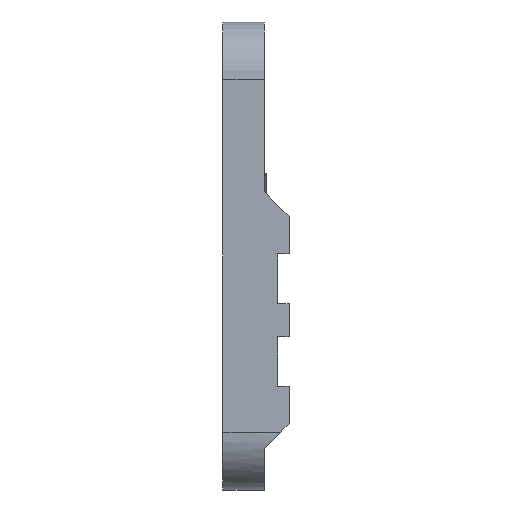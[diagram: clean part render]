
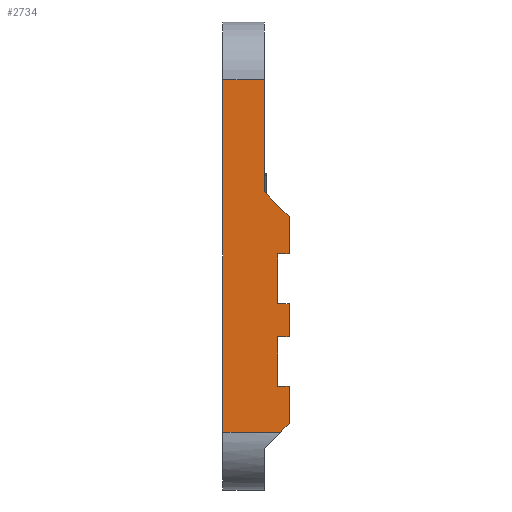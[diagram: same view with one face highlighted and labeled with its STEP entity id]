
A CAD part, left-side view. The second image highlights one B-rep face of the part: STEP entity #2734.
In plain terms, the highlighted planar face has unit normal (-1, 0, 0).
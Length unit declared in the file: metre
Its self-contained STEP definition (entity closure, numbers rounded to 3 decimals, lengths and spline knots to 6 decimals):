
#76=LINE('',#3806,#405);
#93=LINE('',#3877,#422);
#103=LINE('',#3905,#432);
#107=LINE('',#3914,#436);
#122=LINE('',#3942,#451);
#123=LINE('',#3944,#452);
#124=LINE('',#3946,#453);
#125=LINE('',#3948,#454);
#126=LINE('',#3950,#455);
#127=LINE('',#3952,#456);
#128=LINE('',#3953,#457);
#129=LINE('',#3955,#458);
#130=LINE('',#3957,#459);
#131=LINE('',#3958,#460);
#132=LINE('',#3959,#461);
#405=VECTOR('',#3099,1.);
#422=VECTOR('',#3146,1.);
#432=VECTOR('',#3168,1.);
#436=VECTOR('',#3174,1.);
#451=VECTOR('',#3193,1.);
#452=VECTOR('',#3194,1.);
#453=VECTOR('',#3195,1.);
#454=VECTOR('',#3196,1.);
#455=VECTOR('',#3197,1.);
#456=VECTOR('',#3198,1.);
#457=VECTOR('',#3199,1.);
#458=VECTOR('',#3200,1.);
#459=VECTOR('',#3201,1.);
#460=VECTOR('',#3202,1.);
#461=VECTOR('',#3203,1.);
#810=ORIENTED_EDGE('',*,*,#1566,.T.);
#811=ORIENTED_EDGE('',*,*,#1598,.T.);
#812=ORIENTED_EDGE('',*,*,#1599,.T.);
#813=ORIENTED_EDGE('',*,*,#1600,.F.);
#814=ORIENTED_EDGE('',*,*,#1601,.F.);
#815=ORIENTED_EDGE('',*,*,#1602,.F.);
#816=ORIENTED_EDGE('',*,*,#1603,.T.);
#817=ORIENTED_EDGE('',*,*,#1579,.F.);
#818=ORIENTED_EDGE('',*,*,#1604,.F.);
#819=ORIENTED_EDGE('',*,*,#1605,.F.);
#820=ORIENTED_EDGE('',*,*,#1606,.T.);
#821=ORIENTED_EDGE('',*,*,#1583,.F.);
#822=ORIENTED_EDGE('',*,*,#1607,.T.);
#823=ORIENTED_EDGE('',*,*,#1535,.F.);
#824=ORIENTED_EDGE('',*,*,#1608,.T.);
#1535=EDGE_CURVE('',#1932,#1933,#76,.T.);
#1566=EDGE_CURVE('',#1964,#1963,#93,.T.);
#1579=EDGE_CURVE('',#1976,#1977,#103,.T.);
#1583=EDGE_CURVE('',#1980,#1981,#107,.T.);
#1598=EDGE_CURVE('',#1963,#1991,#122,.F.);
#1599=EDGE_CURVE('',#1991,#1992,#123,.T.);
#1600=EDGE_CURVE('',#1993,#1992,#124,.T.);
#1601=EDGE_CURVE('',#1994,#1993,#125,.T.);
#1602=EDGE_CURVE('',#1995,#1994,#126,.T.);
#1603=EDGE_CURVE('',#1995,#1977,#127,.T.);
#1604=EDGE_CURVE('',#1996,#1976,#128,.T.);
#1605=EDGE_CURVE('',#1997,#1996,#129,.T.);
#1606=EDGE_CURVE('',#1997,#1981,#130,.T.);
#1607=EDGE_CURVE('',#1980,#1933,#131,.F.);
#1608=EDGE_CURVE('',#1932,#1964,#132,.T.);
#1932=VERTEX_POINT('',#3805);
#1933=VERTEX_POINT('',#3807);
#1963=VERTEX_POINT('',#3876);
#1964=VERTEX_POINT('',#3878);
#1976=VERTEX_POINT('',#3906);
#1977=VERTEX_POINT('',#3907);
#1980=VERTEX_POINT('',#3915);
#1981=VERTEX_POINT('',#3916);
#1991=VERTEX_POINT('',#3943);
#1992=VERTEX_POINT('',#3945);
#1993=VERTEX_POINT('',#3947);
#1994=VERTEX_POINT('',#3949);
#1995=VERTEX_POINT('',#3951);
#1996=VERTEX_POINT('',#3954);
#1997=VERTEX_POINT('',#3956);
#2256=EDGE_LOOP('',(#810,#811,#812,#813,#814,#815,#816,#817,#818,#819,#820,
#821,#822,#823,#824));
#2443=FACE_BOUND('',#2256,.T.);
#2613=PLANE('',#2921);
#2734=ADVANCED_FACE('',(#2443),#2613,.F.);
#2921=AXIS2_PLACEMENT_3D('',#3941,#3191,#3192);
#3099=DIRECTION('',(0.,0.,-1.));
#3146=DIRECTION('',(0.,0.,-1.));
#3168=DIRECTION('',(0.,0.,-1.));
#3174=DIRECTION('',(0.,0.,-1.));
#3191=DIRECTION('',(1.,0.,0.));
#3192=DIRECTION('',(0.,1.,0.));
#3193=DIRECTION('',(0.,1.,0.));
#3194=DIRECTION('',(0.,-0.707,0.707));
#3195=DIRECTION('',(0.,0.,-1.));
#3196=DIRECTION('',(0.,-1.,0.));
#3197=DIRECTION('',(0.,0.,-1.));
#3198=DIRECTION('',(0.,-1.,0.));
#3199=DIRECTION('',(0.,-1.,0.));
#3200=DIRECTION('',(0.,0.,-1.));
#3201=DIRECTION('',(0.,-1.,0.));
#3202=DIRECTION('',(0.,-0.707,-0.707));
#3203=DIRECTION('',(0.,1.,0.));
#3805=CARTESIAN_POINT('',(-0.022,-0.0185,0.006));
#3806=CARTESIAN_POINT('',(-0.022,-0.0185,0.005));
#3807=CARTESIAN_POINT('',(-0.022,-0.0185,-0.0075));
#3876=CARTESIAN_POINT('',(-0.022,-0.0135,-0.0365));
#3877=CARTESIAN_POINT('',(-0.022,-0.0135,0.005));
#3878=CARTESIAN_POINT('',(-0.022,-0.0135,0.006));
#3905=CARTESIAN_POINT('',(-0.022,-0.0215,0.005));
#3906=CARTESIAN_POINT('',(-0.022,-0.0215,-0.021));
#3907=CARTESIAN_POINT('',(-0.022,-0.0215,-0.025));
#3914=CARTESIAN_POINT('',(-0.022,-0.0215,0.005));
#3915=CARTESIAN_POINT('',(-0.022,-0.0215,-0.0105));
#3916=CARTESIAN_POINT('',(-0.022,-0.0215,-0.015));
#3941=CARTESIAN_POINT('',(-0.022,-0.0185,0.005));
#3942=CARTESIAN_POINT('',(-0.022,-0.0185,-0.0365));
#3943=CARTESIAN_POINT('',(-0.022,-0.0205,-0.0365));
#3944=CARTESIAN_POINT('',(-0.022,-0.04025,-0.01675));
#3945=CARTESIAN_POINT('',(-0.022,-0.0215,-0.0355));
#3946=CARTESIAN_POINT('',(-0.022,-0.0215,0.005));
#3947=CARTESIAN_POINT('',(-0.022,-0.0215,-0.031));
#3948=CARTESIAN_POINT('',(-0.022,-0.0201,-0.031));
#3949=CARTESIAN_POINT('',(-0.022,-0.0201,-0.031));
#3950=CARTESIAN_POINT('',(-0.022,-0.0201,0.005));
#3951=CARTESIAN_POINT('',(-0.022,-0.0201,-0.025));
#3952=CARTESIAN_POINT('',(-0.022,-0.0201,-0.025));
#3953=CARTESIAN_POINT('',(-0.022,-0.0201,-0.021));
#3954=CARTESIAN_POINT('',(-0.022,-0.0201,-0.021));
#3955=CARTESIAN_POINT('',(-0.022,-0.0201,0.005));
#3956=CARTESIAN_POINT('',(-0.022,-0.0201,-0.015));
#3957=CARTESIAN_POINT('',(-0.022,-0.0201,-0.015));
#3958=CARTESIAN_POINT('',(-0.022,-0.01225,-0.00125));
#3959=CARTESIAN_POINT('',(-0.022,-0.0185,0.006));
